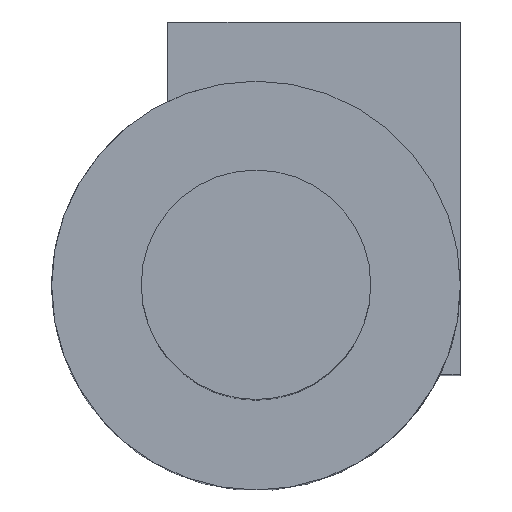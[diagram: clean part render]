
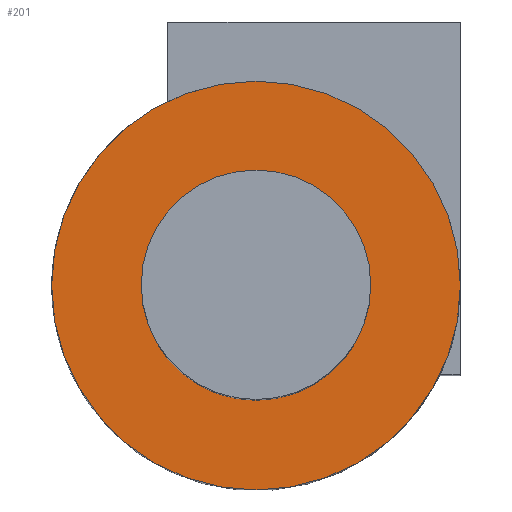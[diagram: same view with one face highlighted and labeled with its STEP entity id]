
A CAD part, top view. The second image highlights one B-rep face of the part: STEP entity #201.
In plain terms, the highlighted planar face has unit normal (0, 0, 1).
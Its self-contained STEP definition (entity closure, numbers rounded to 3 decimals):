
#15=FACE_BOUND('',#45,.T.);
#19=PLANE('',#234);
#31=FACE_OUTER_BOUND('',#44,.T.);
#44=EDGE_LOOP('',(#154));
#45=EDGE_LOOP('',(#155));
#94=CIRCLE('',#227,1.954);
#95=CIRCLE('',#230,3.48);
#102=VERTEX_POINT('',#312);
#103=VERTEX_POINT('',#317);
#119=EDGE_CURVE('',#102,#102,#94,.T.);
#120=EDGE_CURVE('',#103,#103,#95,.T.);
#154=ORIENTED_EDGE('',*,*,#120,.T.);
#155=ORIENTED_EDGE('',*,*,#119,.T.);
#201=ADVANCED_FACE('',(#31,#15),#19,.T.);
#227=AXIS2_PLACEMENT_3D('',#314,#253,#254);
#230=AXIS2_PLACEMENT_3D('',#318,#259,#260);
#234=AXIS2_PLACEMENT_3D('',#326,#268,#269);
#253=DIRECTION('center_axis',(0.,0.,-1.));
#254=DIRECTION('ref_axis',(-1.,0.,0.));
#259=DIRECTION('center_axis',(0.,0.,1.));
#260=DIRECTION('ref_axis',(-1.,0.,0.));
#268=DIRECTION('center_axis',(0.,0.,1.));
#269=DIRECTION('ref_axis',(-1.,0.,0.));
#312=CARTESIAN_POINT('',(3.454,1.5,20.));
#314=CARTESIAN_POINT('Origin',(1.5,1.5,20.));
#317=CARTESIAN_POINT('',(4.98,1.5,20.));
#318=CARTESIAN_POINT('Origin',(1.5,1.5,20.));
#326=CARTESIAN_POINT('Origin',(1.5,1.5,20.));
